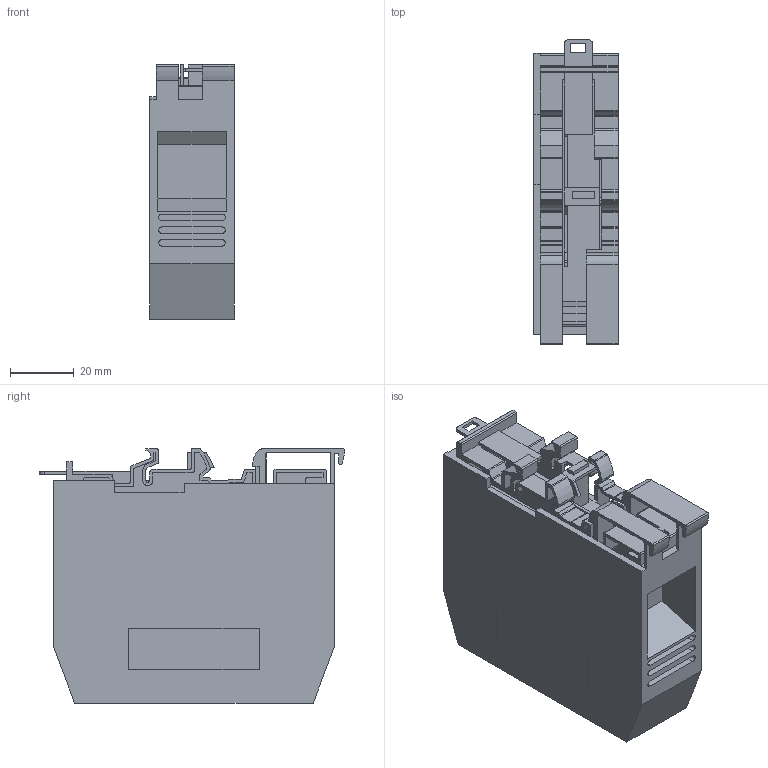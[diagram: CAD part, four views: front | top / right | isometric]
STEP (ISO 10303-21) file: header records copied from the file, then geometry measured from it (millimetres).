
FILE_DESCRIPTION (( 'STEP AP203' ), '1' );
FILE_NAME ('YZN10-095-K03 Çàæèì íàáîðíûé ÇÍÈ-95ìì2 (JXB330À) ñåðûé ÈÝÊ.STEP', '2016-08-24T13:40:51', ( '' ), ( '' ), 'SwSTEP 2.0', 'SolidWorks 2014', '' );
FILE_SCHEMA (( 'CONFIG_CONTROL_DESIGN' ));
Length unit declared in the file: millimetre
Products named in the file (1): YZN10-095-K03 Çàæèì íàáîðíûé ÇÍÈ-95ìì2 (JXB330À) ñåðûé ÈÝÊ
Bounding box: 26.5 x 96 x 80 mm (x, y, z)
Volume: 135231.1 mm3; surface area: 36869.5 mm2
Topology: 1 solids, 1 shells, 552 faces, 1562 edges, 1036 vertices
Faces by surface type: plane 390, cylinder 128, bspline 33, torus 1
Entity records: 19811 total; most frequent: CARTESIAN_POINT 5357, ORIENTED_EDGE 3124, DIRECTION 2789, EDGE_CURVE 1562, VECTOR 1237, LINE 1237, VERTEX_POINT 1036, AXIS2_PLACEMENT_3D 776
